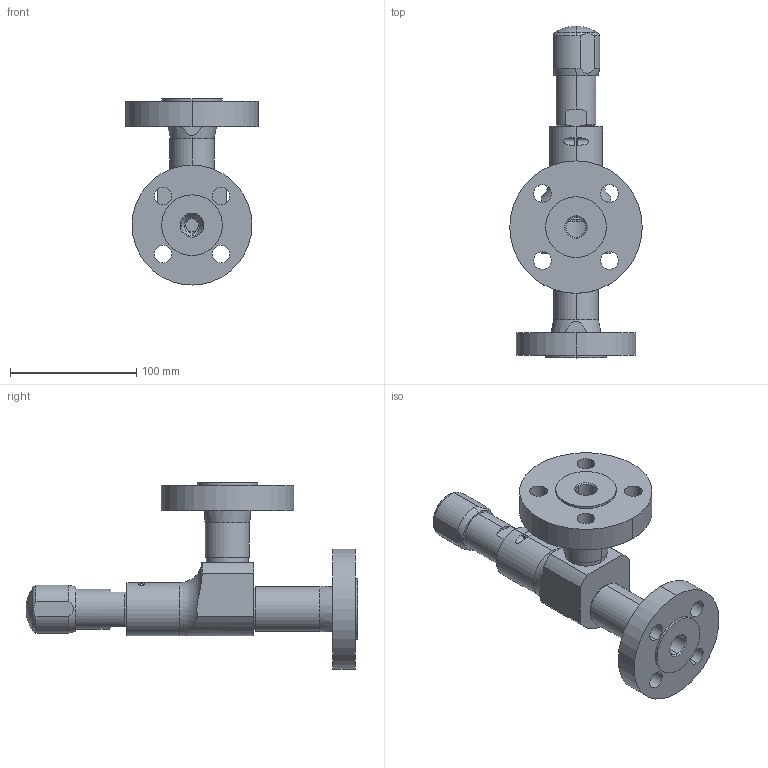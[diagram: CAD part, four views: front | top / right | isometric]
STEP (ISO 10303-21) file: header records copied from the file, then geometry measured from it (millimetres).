
FILE_DESCRIPTION((''),'2;1');
FILE_NAME('10001202732_G3D_000_ASM','2024-01-05T13:33:07',('SchmidtJ'),(''),'CREO PARAMETRIC BY PTC INC, 2020414','CREO PARAMETRIC BY PTC INC, 2020414','');
FILE_SCHEMA(('CONFIG_CONTROL_DESIGN'));
Length unit declared in the file: millimetre
Products named in the file (7): 10000614233_G3D_000_AF0; 10000459061_G3D_000_AF0; 10000544768_G3D_000_AF0; 10000483737_G3D_000_AF0; 10000370251_P3D_000; 10000455346_G3D_000; 10001202732_G3D_000_ASM
Assembly tree (6 placements, depth 2):
  10001202732_G3D_000_ASM
    10000614233_G3D_000_AF0
    10000459061_G3D_000_AF0
    10000544768_G3D_000_AF0
    10000483737_G3D_000_AF0
    10000370251_P3D_000
    10000455346_G3D_000
Bounding box: 105 x 263 x 147.5 mm (x, y, z)
Volume: 573241.6 mm3; surface area: 128071.6 mm2
Topology: 6 solids, 11 shells, 203 faces, 481 edges, 299 vertices
Faces by surface type: cylinder 97, plane 45, cone 39, torus 20, sphere 2
Entity records: 6744 total; most frequent: CARTESIAN_POINT 1684, DIRECTION 1157, ORIENTED_EDGE 934, AXIS2_PLACEMENT_3D 500, EDGE_CURVE 479, VERTEX_POINT 299, CIRCLE 280, EDGE_LOOP 244
